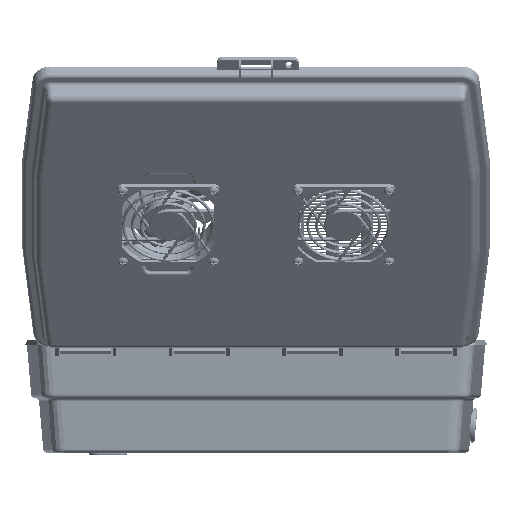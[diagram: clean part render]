
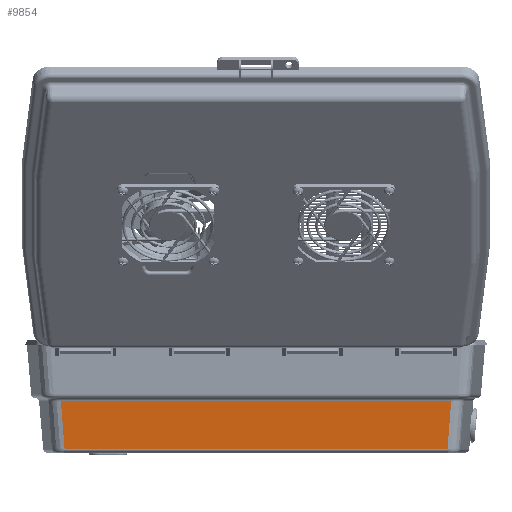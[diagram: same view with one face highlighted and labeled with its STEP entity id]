
A CAD part, left-side view. The second image highlights one B-rep face of the part: STEP entity #9854.
In plain terms, the highlighted face is planar.
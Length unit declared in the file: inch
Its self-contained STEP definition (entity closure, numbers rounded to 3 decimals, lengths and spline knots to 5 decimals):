
#4426 = CARTESIAN_POINT ( 'NONE',  ( 4.87854, 5.96784, -0.87176 ) ) ;
#6841 = ORIENTED_EDGE ( 'NONE', *, *, #19717, .T. ) ;
#6990 = ORIENTED_EDGE ( 'NONE', *, *, #110788, .T. ) ;
#7938 = CARTESIAN_POINT ( 'NONE',  ( 4.83398, -5.92902, -0.36246 ) ) ;
#9854 = ADVANCED_FACE ( 'NONE', ( #127993 ), #122037, .T. ) ;
#19717 = EDGE_CURVE ( 'NONE', #52474, #75544, #127523, .T. ) ;
#20019 = CARTESIAN_POINT ( 'NONE',  ( 4.87854, -5.96784, -0.87176 ) ) ;
#20850 = CARTESIAN_POINT ( 'NONE',  ( 4.94094, 6.02214, -1.5851 ) ) ;
#29118 = ORIENTED_EDGE ( 'NONE', *, *, #87122, .T. ) ;
#34329 = AXIS2_PLACEMENT_3D ( 'NONE', #55346, #66517, #144452 ) ;
#36982 = VECTOR ( 'NONE', #60181, 39.37008 ) ;
#39856 = CARTESIAN_POINT ( 'NONE',  ( 4.85626, 5.94844, -0.61711 ) ) ;
#42415 = CARTESIAN_POINT ( 'NONE',  ( 4.94094, -6.02214, -1.5851 ) ) ;
#43708 = EDGE_LOOP ( 'NONE', ( #6990, #144381, #29118, #6841 ) ) ;
#47667 = CARTESIAN_POINT ( 'NONE',  ( 4.94094, 6.02214, -1.5851 ) ) ;
#48158 = CARTESIAN_POINT ( 'NONE',  ( 4.92014, 6.00406, -1.34732 ) ) ;
#52474 = VERTEX_POINT ( 'NONE', #75518 ) ;
#53621 = CARTESIAN_POINT ( 'NONE',  ( 4.85626, -5.94844, -0.61711 ) ) ;
#55346 = CARTESIAN_POINT ( 'NONE',  ( 4.80227, 6.2418, 0. ) ) ;
#57615 = B_SPLINE_CURVE_WITH_KNOTS ( 'NONE', 3,
 ( #63357, #7938, #53621, #20019, #75039, #108591, #42415 ),
 .UNSPECIFIED., .F., .F.,
 ( 4, 3, 4 ),
 ( 0.00276, 0.02229, 0.04053 ),
 .UNSPECIFIED. ) ;
#58251 = VERTEX_POINT ( 'NONE', #20850 ) ;
#60181 = DIRECTION ( 'NONE',  ( 0., -1., 0. ) ) ;
#61767 = VECTOR ( 'NONE', #122083, 39.37008 ) ;
#63357 = CARTESIAN_POINT ( 'NONE',  ( 4.8117, -5.90959, -0.10782 ) ) ;
#65289 = LINE ( 'NONE', #142579, #61767 ) ;
#65664 = CARTESIAN_POINT ( 'NONE',  ( 4.94094, -6.02214, -1.5851 ) ) ;
#66517 = DIRECTION ( 'NONE',  ( 0.996, 0., 0.087 ) ) ;
#75039 = CARTESIAN_POINT ( 'NONE',  ( 4.89934, -5.98596, -1.10954 ) ) ;
#75518 = CARTESIAN_POINT ( 'NONE',  ( 4.8117, 5.90959, -0.10782 ) ) ;
#75544 = VERTEX_POINT ( 'NONE', #87217 ) ;
#83682 = CARTESIAN_POINT ( 'NONE',  ( 4.8117, 5.90959, -0.10782 ) ) ;
#85705 = VERTEX_POINT ( 'NONE', #65664 ) ;
#87122 = EDGE_CURVE ( 'NONE', #58251, #52474, #139539, .T. ) ;
#87217 = CARTESIAN_POINT ( 'NONE',  ( 4.8117, -5.90959, -0.10782 ) ) ;
#92873 = CARTESIAN_POINT ( 'NONE',  ( 4.89934, 5.98596, -1.10954 ) ) ;
#105992 = CARTESIAN_POINT ( 'NONE',  ( 4.83398, 5.92902, -0.36246 ) ) ;
#108591 = CARTESIAN_POINT ( 'NONE',  ( 4.92014, -6.00406, -1.34732 ) ) ;
#110788 = EDGE_CURVE ( 'NONE', #75544, #85705, #57615, .T. ) ;
#122037 = PLANE ( 'NONE',  #34329 ) ;
#122083 = DIRECTION ( 'NONE',  ( 0., 1., 0. ) ) ;
#125888 = CARTESIAN_POINT ( 'NONE',  ( 4.8117, 6.2418, -0.10782 ) ) ;
#127523 = LINE ( 'NONE', #125888, #36982 ) ;
#127993 = FACE_OUTER_BOUND ( 'NONE', #43708, .T. ) ;
#139539 = B_SPLINE_CURVE_WITH_KNOTS ( 'NONE', 3,
 ( #47667, #48158, #92873, #4426, #39856, #105992, #83682 ),
 .UNSPECIFIED., .F., .F.,
 ( 4, 3, 4 ),
 ( 0.00276, 0.021, 0.04053 ),
 .UNSPECIFIED. ) ;
#142579 = CARTESIAN_POINT ( 'NONE',  ( 4.94094, 6.2418, -1.5851 ) ) ;
#143688 = EDGE_CURVE ( 'NONE', #85705, #58251, #65289, .T. ) ;
#144381 = ORIENTED_EDGE ( 'NONE', *, *, #143688, .T. ) ;
#144452 = DIRECTION ( 'NONE',  ( 0.087, 0., -0.996 ) ) ;
